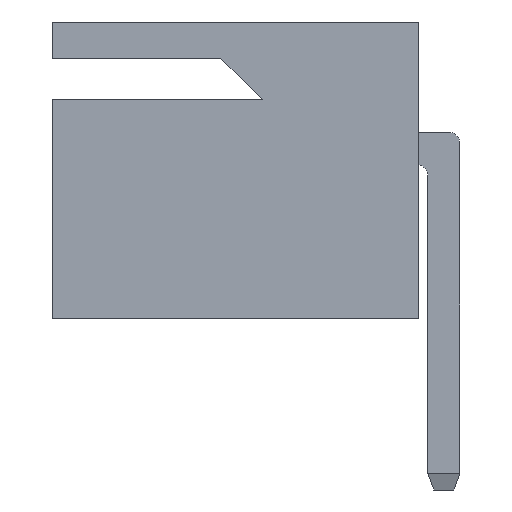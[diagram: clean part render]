
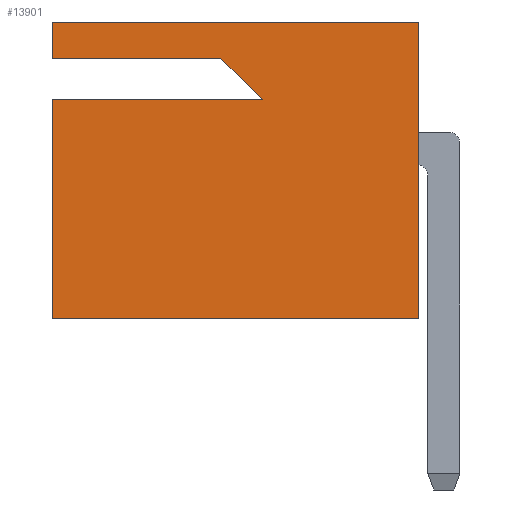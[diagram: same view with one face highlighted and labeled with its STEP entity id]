
A CAD part, left-side view. The second image highlights one B-rep face of the part: STEP entity #13901.
In plain terms, the highlighted planar face has unit normal (-1, 0, 0).
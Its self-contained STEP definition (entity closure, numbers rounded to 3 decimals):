
#1079=ORIENTED_EDGE('',*,*,#3813,.T.);
#1080=ORIENTED_EDGE('',*,*,#3814,.T.);
#1081=ORIENTED_EDGE('',*,*,#3815,.T.);
#1082=ORIENTED_EDGE('',*,*,#3617,.T.);
#1083=ORIENTED_EDGE('',*,*,#3812,.F.);
#1084=ORIENTED_EDGE('',*,*,#3624,.F.);
#1085=ORIENTED_EDGE('',*,*,#3539,.T.);
#1086=ORIENTED_EDGE('',*,*,#3816,.T.);
#3539=EDGE_CURVE('',#4951,#4950,#5828,.T.);
#3617=EDGE_CURVE('',#4968,#5021,#5906,.T.);
#3624=EDGE_CURVE('',#4951,#5027,#5913,.T.);
#3812=EDGE_CURVE('',#5027,#5021,#6101,.T.);
#3813=EDGE_CURVE('',#5136,#5137,#6102,.T.);
#3814=EDGE_CURVE('',#5137,#5138,#6103,.T.);
#3815=EDGE_CURVE('',#5138,#4968,#6104,.T.);
#3816=EDGE_CURVE('',#4950,#5136,#6105,.T.);
#4950=VERTEX_POINT('',#17853);
#4951=VERTEX_POINT('',#17855);
#4968=VERTEX_POINT('',#17900);
#5021=VERTEX_POINT('',#18007);
#5027=VERTEX_POINT('',#18022);
#5136=VERTEX_POINT('',#18360);
#5137=VERTEX_POINT('',#18361);
#5138=VERTEX_POINT('',#18363);
#5828=LINE('',#17854,#6945);
#5906=LINE('',#18008,#7023);
#5913=LINE('',#18021,#7030);
#6101=LINE('',#18357,#7218);
#6102=LINE('',#18359,#7219);
#6103=LINE('',#18362,#7220);
#6104=LINE('',#18364,#7221);
#6105=LINE('',#18365,#7222);
#6945=VECTOR('',#15415,1000.);
#7023=VECTOR('',#15503,1000.);
#7030=VECTOR('',#15512,1000.);
#7218=VECTOR('',#15778,1000.);
#7219=VECTOR('',#15781,1000.);
#7220=VECTOR('',#15782,1000.);
#7221=VECTOR('',#15783,1000.);
#7222=VECTOR('',#15784,1000.);
#7977=EDGE_LOOP('',(#1079,#1080,#1081,#1082,#1083,#1084,#1085,#1086));
#8600=FACE_BOUND('',#7977,.T.);
#9223=PLANE('',#14575);
#13901=ADVANCED_FACE('',(#8600),#9223,.T.);
#14575=AXIS2_PLACEMENT_3D('',#18358,#15779,#15780);
#15415=DIRECTION('',(0.,0.,-1.));
#15503=DIRECTION('',(0.,-1.,0.));
#15512=DIRECTION('',(0.,-1.,0.));
#15778=DIRECTION('',(0.,0.,-1.));
#15779=DIRECTION('',(-1.,0.,0.));
#15780=DIRECTION('',(0.,1.,0.));
#15781=DIRECTION('',(0.,-0.707,-0.707));
#15782=DIRECTION('',(0.,1.,0.));
#15783=DIRECTION('',(0.,0.,-1.));
#15784=DIRECTION('',(0.,-1.,0.));
#17853=CARTESIAN_POINT('',(-18.847,7.534,5.131));
#17854=CARTESIAN_POINT('',(-18.847,7.534,5.842));
#17855=CARTESIAN_POINT('',(-18.847,7.534,5.842));
#17900=CARTESIAN_POINT('',(-18.847,7.534,0.));
#18007=CARTESIAN_POINT('',(-18.847,0.32,0.));
#18008=CARTESIAN_POINT('',(-18.847,1.031,0.));
#18021=CARTESIAN_POINT('',(-18.847,1.031,5.842));
#18022=CARTESIAN_POINT('',(-18.847,0.32,5.842));
#18357=CARTESIAN_POINT('',(-18.847,0.32,5.842));
#18358=CARTESIAN_POINT('',(-18.847,1.031,5.842));
#18359=CARTESIAN_POINT('',(-18.847,4.206,5.131));
#18360=CARTESIAN_POINT('',(-18.847,4.206,5.131));
#18361=CARTESIAN_POINT('',(-18.847,3.393,4.318));
#18362=CARTESIAN_POINT('',(-18.847,3.393,4.318));
#18363=CARTESIAN_POINT('',(-18.847,7.534,4.318));
#18364=CARTESIAN_POINT('',(-18.847,7.534,5.842));
#18365=CARTESIAN_POINT('',(-18.847,7.534,5.131));
